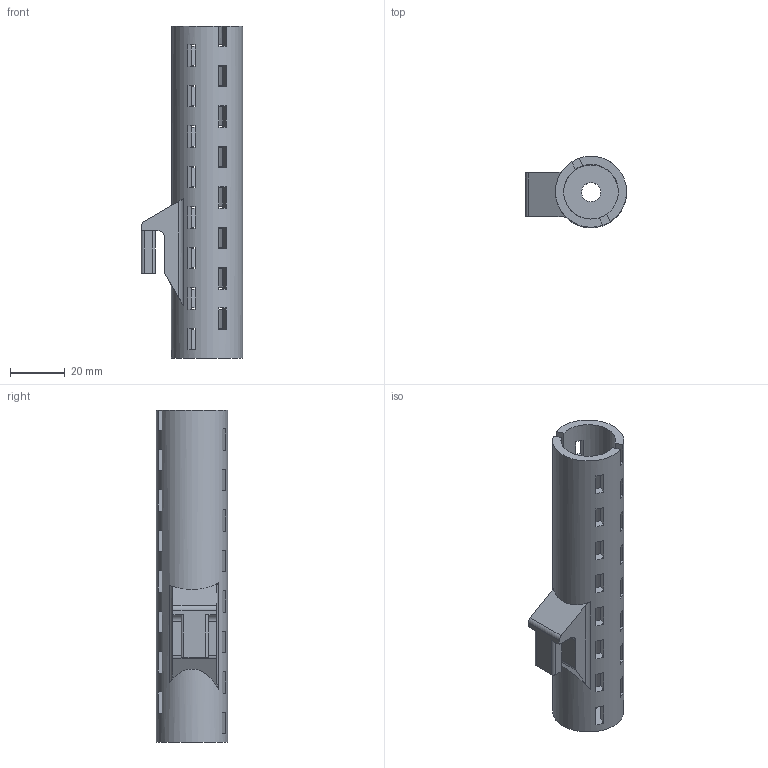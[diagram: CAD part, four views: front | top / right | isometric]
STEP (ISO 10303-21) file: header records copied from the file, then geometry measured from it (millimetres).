
FILE_DESCRIPTION(/* description */ (''),/* implementation_level */ '2;1');
FILE_NAME(/* name */ 'Penny Castle - Large.step',/* time_stamp */ '2022-02-16T20:04:18-05:00',/* author */ (''),/* organization */ (''),/* preprocessor_version */ 'ST-DEVELOPER v18.1',/* originating_system */ 'Autodesk Translation Framework v10.13.0.1454',/* authorisation */ '');
FILE_SCHEMA (('AUTOMOTIVE_DESIGN { 1 0 10303 214 3 1 1 }'));
Length unit declared in the file: millimetre
Products named in the file (1): Penny Castle - Large
Bounding box: 37 x 26 x 121.4 mm (x, y, z)
Volume: 27901 mm3; surface area: 19987.5 mm2
Topology: 1 solids, 1 shells, 151 faces, 453 edges, 302 vertices
Faces by surface type: plane 139, cylinder 12
Full cylindrical faces by diameter (mm): 7 x1, 20 x1, 26 x1
Entity records: 5307 total; most frequent: DIRECTION 913, CARTESIAN_POINT 907, ORIENTED_EDGE 906, EDGE_CURVE 453, AXIS2_PLACEMENT_3D 308, VERTEX_POINT 302, LINE 297, VECTOR 297
